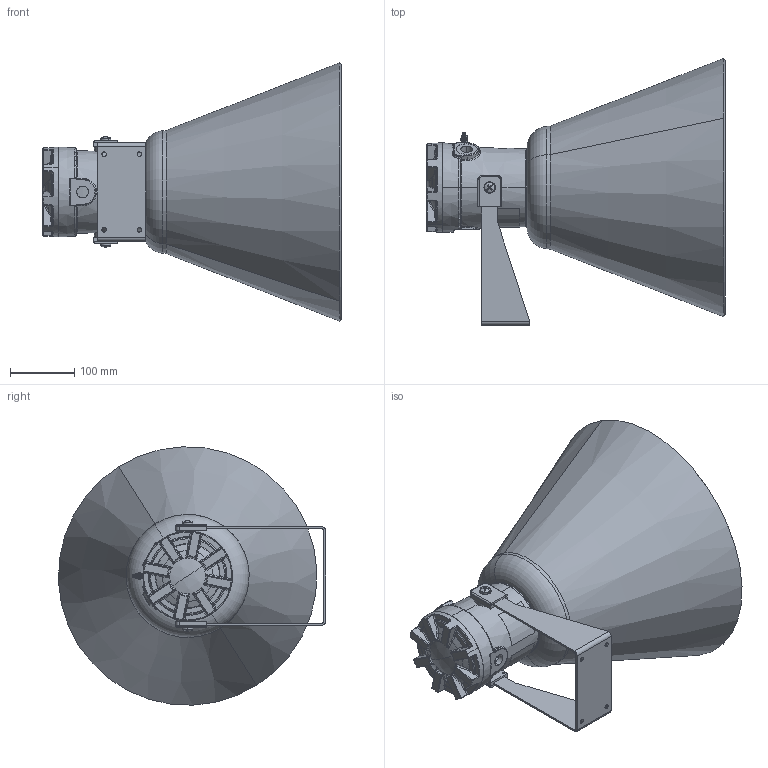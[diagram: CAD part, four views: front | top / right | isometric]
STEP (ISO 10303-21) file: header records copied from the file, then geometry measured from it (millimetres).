
FILE_DESCRIPTION (( 'STEP AP214' ), '1' );
FILE_NAME ('D190-05-021-3D_Issue_1.STEP', '2022-01-21T11:09:37', ( '' ), ( '' ), 'SwSTEP 2.0', 'SolidWorks 2021', '' );
FILE_SCHEMA (( 'AUTOMOTIVE_DESIGN' ));
Length unit declared in the file: millimetre
Products named in the file (18): M20BRASS_Brass; D2411-3D_Issue_A; D190-66-401-3D_Issue_1; D190-05-021-3D_Issue_1; WAM5A4; D2410-3D_Issue_B; WAA300N2MM; WASGM5A4; WASGM8A4; D190-99-001-3D_Issue_A; sounder body casting_Machined; SCSTUDM5A4; sounder lid casting_Machined; S2H Horn; SCNUTM5A4; WAM8A4; sounder sub assy_S110; SCSSM8X20A4P
Assembly tree (27 placements, depth 3):
  D190-05-021-3D_Issue_1
    sounder sub assy_S110
      sounder body casting_Machined
      D2411-3D_Issue_A  x2
      D2410-3D_Issue_B  x2
      WAM8A4  x2
      WASGM8A4  x2
      SCSSM8X20A4P  x2
      SCSTUDM5A4
      WAM5A4  x3
      WASGM5A4  x2
      SCNUTM5A4  x2
    sounder lid casting_Machined
    M20BRASS_Brass
    WAA300N2MM
    D190-99-001-3D_Issue_A  x2
    D190-66-401-3D_Issue_1
    S2H Horn
Bounding box: 464.9 x 416.44 x 402.89 mm (x, y, z)
Volume: 3264972.5 mm3; surface area: 1011550 mm2
Topology: 26 solids, 26 shells, 1535 faces, 3706 edges, 2228 vertices
Faces by surface type: cylinder 508, plane 352, bspline 244, torus 183, cone 134, sphere 114
Entity records: 62749 total; most frequent: CARTESIAN_POINT 32985, ORIENTED_EDGE 6280, DIRECTION 5448, EDGE_CURVE 3140, AXIS2_PLACEMENT_3D 2326, VERTEX_POINT 1889, EDGE_LOOP 1391, ADVANCED_FACE 1307
